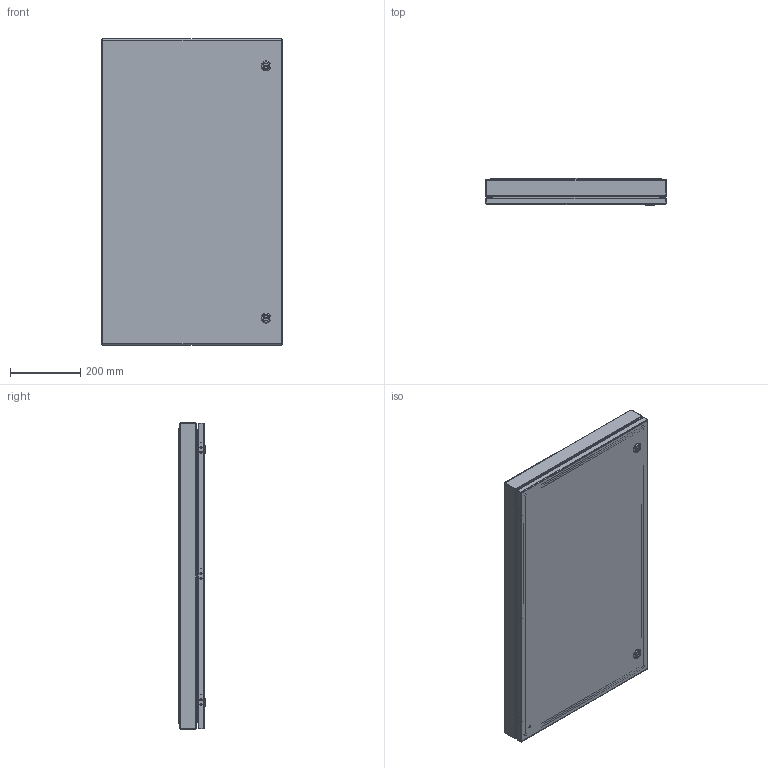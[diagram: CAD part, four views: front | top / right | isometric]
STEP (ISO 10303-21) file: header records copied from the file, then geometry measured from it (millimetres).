
FILE_DESCRIPTION (( 'STEP AP203' ), '1' );
FILE_NAME ('1481SSDH3624.step', '2020-11-12T21:39:00', ( 'ADC123' ), ( 'Microsoft' ), 'SwSTEP 2.0', 'SolidWorks 2019', '' );
FILE_SCHEMA (( 'CONFIG_CONTROL_DESIGN' ));
Length unit declared in the file: inch
Products named in the file (1): 1481SSDH3624
Bounding box: 511.56 x 77.72 x 868.43 mm (x, y, z)
Volume: 1818788.2 mm3; surface area: 1881630.9 mm2
Topology: 33 solids, 34 shells, 794 faces, 1802 edges, 1105 vertices
Faces by surface type: plane 485, cylinder 197, bspline 81, torus 18, cone 13
Full cylindrical faces by diameter (mm): 4.369 x3, 5 x2, 5.74 x3, 6 x2, 6.096 x3, 6.35 x1, 7.137 x16, 7.417 x3, 7.937 x1, 9.83 x4, 10.109 x9, 12.065 x6, 12.7 x4, 13.335 x2, 15.875 x2, 16.002 x2, 19.5 x2, 19.939 x2, 27.94 x2
Entity records: 26935 total; most frequent: CARTESIAN_POINT 10064, ORIENTED_EDGE 3338, DIRECTION 3240, EDGE_CURVE 1669, VECTOR 1172, LINE 1172, VERTEX_POINT 1089, AXIS2_PLACEMENT_3D 1034
